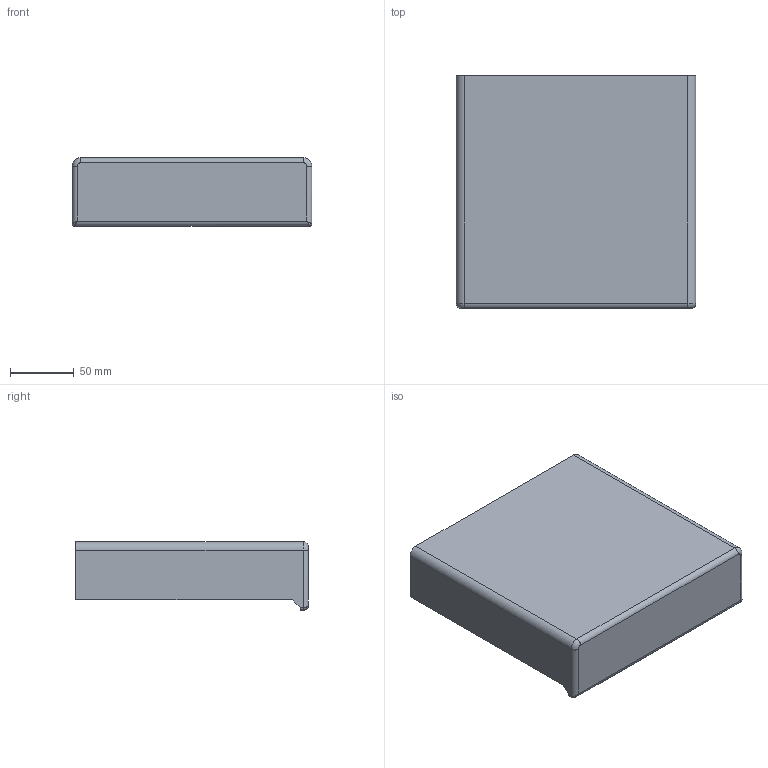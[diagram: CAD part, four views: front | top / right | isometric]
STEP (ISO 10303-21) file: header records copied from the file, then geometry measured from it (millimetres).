
FILE_DESCRIPTION(('HOOPS Exchange Step'),'2;1');
FILE_NAME('temp_export','2021-02-13T00:03:16-23:00',('mobile'),('Shapr3D Limited'),'HOOPS Exchange 2020.2','Shapr3D','Authorized');
FILE_SCHEMA( ('AP203_CONFIGURATION_CONTROLLED_3D_DESIGN_OF_MECHANICAL_PARTS_AND_ASSEMBLIES_MIM_LF') );
Length unit declared in the file: millimetre
Products named in the file (1): 2DCBE65E-BBE0-4C8A-A0CB-24C560D0E097.tmp
Bounding box: 188 x 182.6 x 53.6 mm (x, y, z)
Volume: 155884.6 mm3; surface area: 126927 mm2
Topology: 1 solids, 1 shells, 94 faces, 256 edges, 164 vertices
Faces by surface type: plane 71, cylinder 16, torus 4, bspline 3
Entity records: 3573 total; most frequent: CARTESIAN_POINT 1163, ORIENTED_EDGE 510, DIRECTION 475, EDGE_CURVE 255, VECTOR 215, LINE 215, VERTEX_POINT 164, AXIS2_PLACEMENT_3D 130
